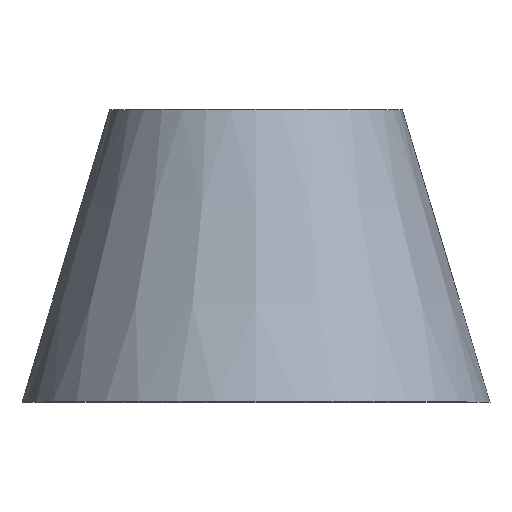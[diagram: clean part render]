
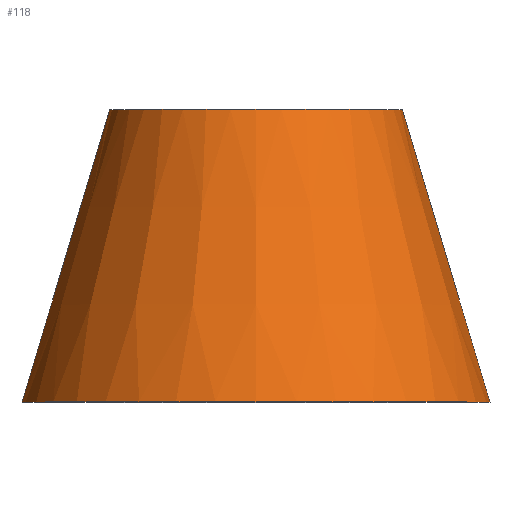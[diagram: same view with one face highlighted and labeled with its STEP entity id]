
A CAD part, top view. The second image highlights one B-rep face of the part: STEP entity #118.
In plain terms, the highlighted conical face has half-angle 16.699 degrees and reference radius 32.5 mm.
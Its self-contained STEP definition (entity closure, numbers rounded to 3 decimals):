
#1=CARTESIAN_POINT('',(0.,50.,0.));
#2=DIRECTION('',(0.,-1.,0.));
#3=DIRECTION('',(1.,0.,0.));
#4=AXIS2_PLACEMENT_3D('',#1,#2,#3);
#29=CARTESIAN_POINT('',(0.,0.,0.));
#30=DIRECTION('',(0.,-1.,0.));
#31=DIRECTION('',(1.,0.,0.));
#32=AXIS2_PLACEMENT_3D('',#29,#30,#31);
#34=DIRECTION('',(-0.287,0.958,0.));
#35=VECTOR('',#34,52.202);
#36=CARTESIAN_POINT('',(40.,0.,0.));
#37=LINE('',#36,#35);
#38=DIRECTION('',(0.287,0.958,0.));
#39=VECTOR('',#38,52.202);
#40=CARTESIAN_POINT('',(-40.,0.,0.));
#41=LINE('',#40,#39);
#47=CARTESIAN_POINT('',(25.,50.,0.));
#49=VERTEX_POINT('',#47);
#51=CARTESIAN_POINT('',(40.,0.,0.));
#52=VERTEX_POINT('',#51);
#53=CARTESIAN_POINT('',(-25.,50.,0.));
#55=VERTEX_POINT('',#53);
#57=CARTESIAN_POINT('',(-40.,0.,0.));
#58=VERTEX_POINT('',#57);
#105=CARTESIAN_POINT('',(0.,25.,0.));
#106=DIRECTION('',(0.,-1.,0.));
#107=DIRECTION('',(-1.,0.,0.));
#108=AXIS2_PLACEMENT_3D('',#105,#106,#107);
#109=CONICAL_SURFACE('',#108,32.5,16.699);
#111=ORIENTED_EDGE('',*,*,#110,.F.);
#112=ORIENTED_EDGE('',*,*,#94,.T.);
#114=ORIENTED_EDGE('',*,*,#113,.T.);
#115=ORIENTED_EDGE('',*,*,#66,.F.);
#116=EDGE_LOOP('',(#111,#112,#114,#115));
#117=FACE_OUTER_BOUND('',#116,.F.);
#118=ADVANCED_FACE('',(#117),#109,.T.);
#5=CIRCLE('',#4,25.);
#33=CIRCLE('',#32,40.);
#66=EDGE_CURVE('',#49,#55,#5,.T.);
#94=EDGE_CURVE('',#52,#58,#33,.T.);
#110=EDGE_CURVE('',#52,#49,#37,.T.);
#113=EDGE_CURVE('',#58,#55,#41,.T.);
